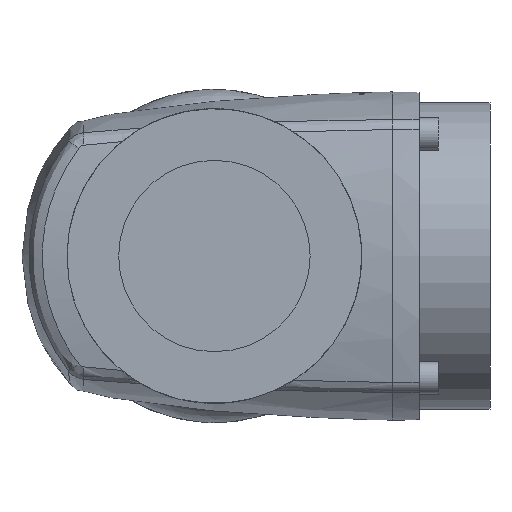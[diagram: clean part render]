
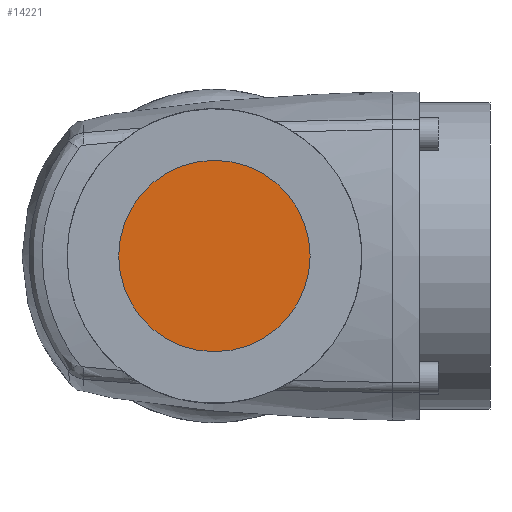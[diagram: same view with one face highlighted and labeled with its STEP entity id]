
A CAD part, front view. The second image highlights one B-rep face of the part: STEP entity #14221.
In plain terms, the highlighted planar face has unit normal (0, -1, 0).
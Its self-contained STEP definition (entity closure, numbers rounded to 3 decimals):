
#13897 = CYLINDRICAL_SURFACE('',#13898,25.);
#13898 = AXIS2_PLACEMENT_3D('',#13899,#13900,#13901);
#13899 = CARTESIAN_POINT('',(445.,-48.,880.));
#13900 = DIRECTION('',(0.,-1.,0.));
#13901 = DIRECTION('',(1.,0.,0.));
#14221 = ADVANCED_FACE('',(#14222),#14235,.T.);
#14222 = FACE_BOUND('',#14223,.T.);
#14223 = EDGE_LOOP('',(#14224));
#14224 = ORIENTED_EDGE('',*,*,#14225,.F.);
#14225 = EDGE_CURVE('',#14226,#14226,#14228,.T.);
#14226 = VERTEX_POINT('',#14227);
#14227 = CARTESIAN_POINT('',(470.,-54.5,880.));
#14228 = SURFACE_CURVE('',#14229,(#14234,#14250),.PCURVE_S1.);
#14229 = CIRCLE('',#14230,25.);
#14230 = AXIS2_PLACEMENT_3D('',#14231,#14232,#14233);
#14231 = CARTESIAN_POINT('',(445.,-54.5,880.));
#14232 = DIRECTION('',(0.,1.,0.));
#14233 = DIRECTION('',(1.,0.,0.));
#14234 = PCURVE('',#14235,#14240);
#14235 = PLANE('',#14236);
#14236 = AXIS2_PLACEMENT_3D('',#14237,#14238,#14239);
#14237 = CARTESIAN_POINT('',(445.,-54.5,880.));
#14238 = DIRECTION('',(0.,-1.,0.));
#14239 = DIRECTION('',(1.,0.,0.));
#14240 = DEFINITIONAL_REPRESENTATION('',(#14241),#14249);
#14241 = ( BOUNDED_CURVE() B_SPLINE_CURVE(2,(#14242,#14243,#14244,#14245
    ,#14246,#14247,#14248),.UNSPECIFIED.,.F.,.F.) 
B_SPLINE_CURVE_WITH_KNOTS((1,2,2,2,2,1),(-2.094,0.,
    2.094,4.189,6.283,8.378),
.UNSPECIFIED.) CURVE() GEOMETRIC_REPRESENTATION_ITEM() 
RATIONAL_B_SPLINE_CURVE((1.,0.5,1.,0.5,1.,0.5,1.)) REPRESENTATION_ITEM(
  '') );
#14242 = CARTESIAN_POINT('',(25.,0.));
#14243 = CARTESIAN_POINT('',(25.,-43.301));
#14244 = CARTESIAN_POINT('',(-12.5,-21.651));
#14245 = CARTESIAN_POINT('',(-50.,0.));
#14246 = CARTESIAN_POINT('',(-12.5,21.651));
#14247 = CARTESIAN_POINT('',(25.,43.301));
#14248 = CARTESIAN_POINT('',(25.,0.));
#14249 = ( GEOMETRIC_REPRESENTATION_CONTEXT(2) 
PARAMETRIC_REPRESENTATION_CONTEXT() REPRESENTATION_CONTEXT('2D SPACE',''
  ) );
#14250 = PCURVE('',#13897,#14251);
#14251 = DEFINITIONAL_REPRESENTATION('',(#14252),#14278);
#14252 = B_SPLINE_CURVE_WITH_KNOTS('',3,(#14253,#14254,#14255,#14256,
    #14257,#14258,#14259,#14260,#14261,#14262,#14263,#14264,#14265,
    #14266,#14267,#14268,#14269,#14270,#14271,#14272,#14273,#14274,
    #14275,#14276,#14277),.UNSPECIFIED.,.F.,.F.,(4,1,1,1,1,1,1,1,1,1,1,1
    ,1,1,1,1,1,1,1,1,1,1,4),(0.,0.286,0.571,
    0.857,1.142,1.428,1.714,
    1.999,2.285,2.57,2.856,
    3.142,3.427,3.713,3.998,
    4.284,4.57,4.855,5.141,
    5.426,5.712,5.998,6.283),
  .QUASI_UNIFORM_KNOTS.);
#14253 = CARTESIAN_POINT('',(6.283,6.5));
#14254 = CARTESIAN_POINT('',(6.188,6.5));
#14255 = CARTESIAN_POINT('',(5.998,6.5));
#14256 = CARTESIAN_POINT('',(5.712,6.5));
#14257 = CARTESIAN_POINT('',(5.426,6.5));
#14258 = CARTESIAN_POINT('',(5.141,6.5));
#14259 = CARTESIAN_POINT('',(4.855,6.5));
#14260 = CARTESIAN_POINT('',(4.57,6.5));
#14261 = CARTESIAN_POINT('',(4.284,6.5));
#14262 = CARTESIAN_POINT('',(3.998,6.5));
#14263 = CARTESIAN_POINT('',(3.713,6.5));
#14264 = CARTESIAN_POINT('',(3.427,6.5));
#14265 = CARTESIAN_POINT('',(3.142,6.5));
#14266 = CARTESIAN_POINT('',(2.856,6.5));
#14267 = CARTESIAN_POINT('',(2.57,6.5));
#14268 = CARTESIAN_POINT('',(2.285,6.5));
#14269 = CARTESIAN_POINT('',(1.999,6.5));
#14270 = CARTESIAN_POINT('',(1.714,6.5));
#14271 = CARTESIAN_POINT('',(1.428,6.5));
#14272 = CARTESIAN_POINT('',(1.142,6.5));
#14273 = CARTESIAN_POINT('',(0.857,6.5));
#14274 = CARTESIAN_POINT('',(0.571,6.5));
#14275 = CARTESIAN_POINT('',(0.286,6.5));
#14276 = CARTESIAN_POINT('',(0.095,6.5));
#14277 = CARTESIAN_POINT('',(0.,6.5));
#14278 = ( GEOMETRIC_REPRESENTATION_CONTEXT(2) 
PARAMETRIC_REPRESENTATION_CONTEXT() REPRESENTATION_CONTEXT('2D SPACE',''
  ) );
